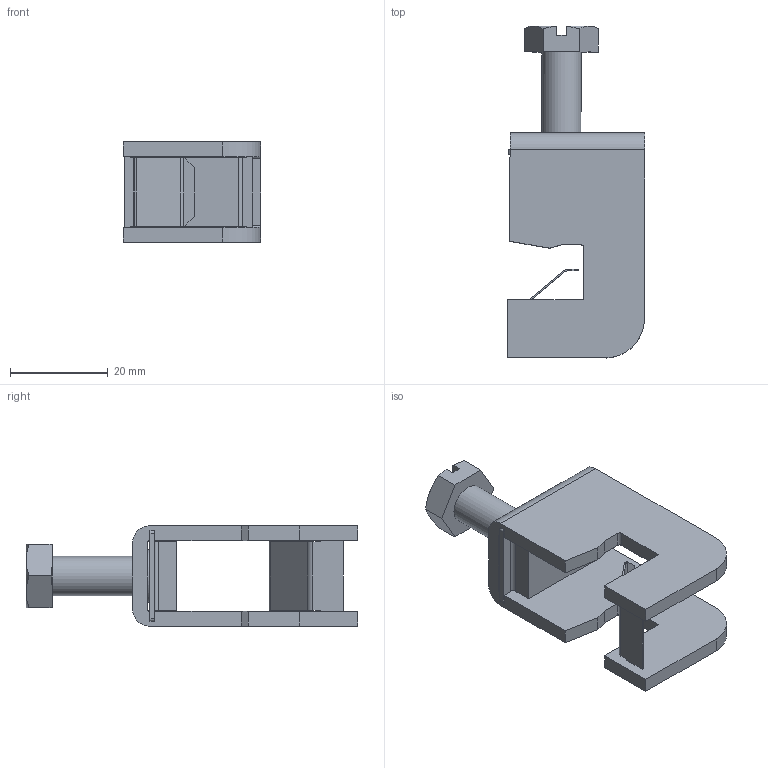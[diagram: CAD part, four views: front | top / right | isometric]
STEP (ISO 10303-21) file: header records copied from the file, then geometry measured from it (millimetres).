
FILE_DESCRIPTION(/* description */ (''),/* implementation_level */ '2;1');
FILE_NAME(/* name */ 'STP-Bauteil9.stp',/* time_stamp */ '2016-11-24T12:12:05+01:00',/* author */ ('S.Hauser'),/* organization */ ('FTG Goehringer GmbH'),/* preprocessor_version */ 'ST-DEVELOPER v16.1',/* originating_system */ 'Autodesk Inventor 2016',/* authorisation */ '');
FILE_SCHEMA (('AUTOMOTIVE_DESIGN { 1 0 10303 214 3 1 1 }'));
Length unit declared in the file: millimetre
Products named in the file (1): Bauteil9
Bounding box: 28.04 x 67.81 x 20.5 mm (x, y, z)
Volume: 10599.8 mm3; surface area: 8617 mm2
Topology: 1 solids, 1 shells, 102 faces, 302 edges, 199 vertices
Faces by surface type: plane 75, cylinder 23, cone 3, torus 1
Full cylindrical faces by diameter (mm): 8 x2, 10.8 x1
Entity records: 3489 total; most frequent: CARTESIAN_POINT 621, ORIENTED_EDGE 592, DIRECTION 540, EDGE_CURVE 296, LINE 234, VECTOR 234, VERTEX_POINT 198, AXIS2_PLACEMENT_3D 153
